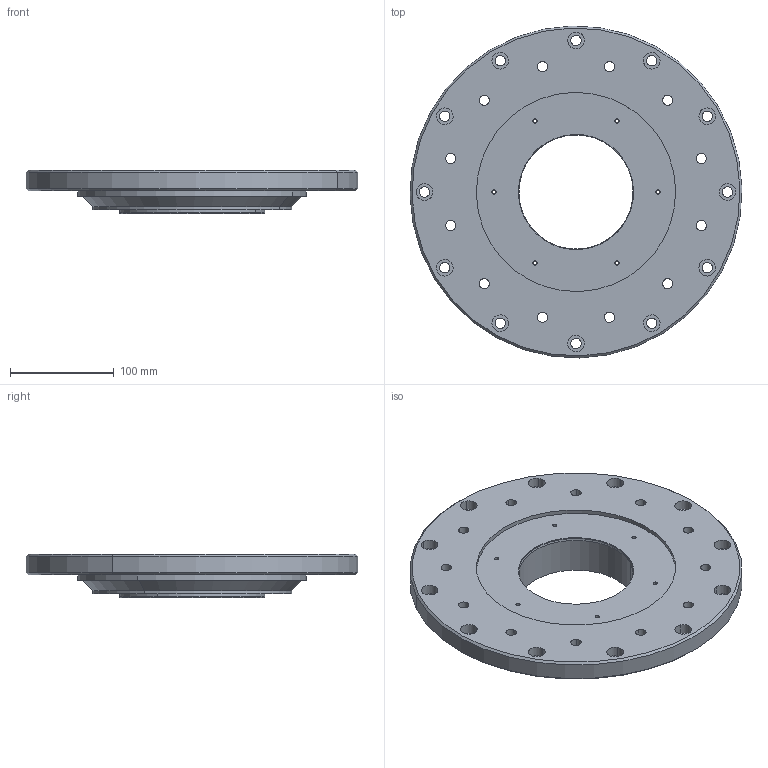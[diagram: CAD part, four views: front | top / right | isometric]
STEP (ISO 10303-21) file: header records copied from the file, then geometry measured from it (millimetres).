
FILE_DESCRIPTION(('CoCreate Modeling STEP Export'),'2;1');
FILE_NAME('m55.stp','2011-05-24T12:33:26',(''),(''),'CoCreate Modeling STEP processor for AP214 (Solid Model)','CoCreate Modeling 18.0P1120 20-Nov-2010 (C) Parametric Technology GmbH','');
FILE_SCHEMA(('AUTOMOTIVE_DESIGN { 1 0 10303 214 1 1 1 1 }'));
Length unit declared in the file: millimetre
Products named in the file (1): Z00003000014_A001.PRT
Bounding box: 319.91 x 319.91 x 42 mm (x, y, z)
Volume: 1731429.8 mm3; surface area: 200517.7 mm2
Topology: 1 solids, 1 shells, 126 faces, 330 edges, 222 vertices
Faces by surface type: cylinder 98, plane 18, cone 10
Entity records: 3762 total; most frequent: ORIENTED_EDGE 660, DIRECTION 566, CARTESIAN_POINT 559, EDGE_CURVE 330, AXIS2_PLACEMENT_3D 229, VERTEX_POINT 222, EDGE_LOOP 204, FACE_OUTER_BOUND 126
